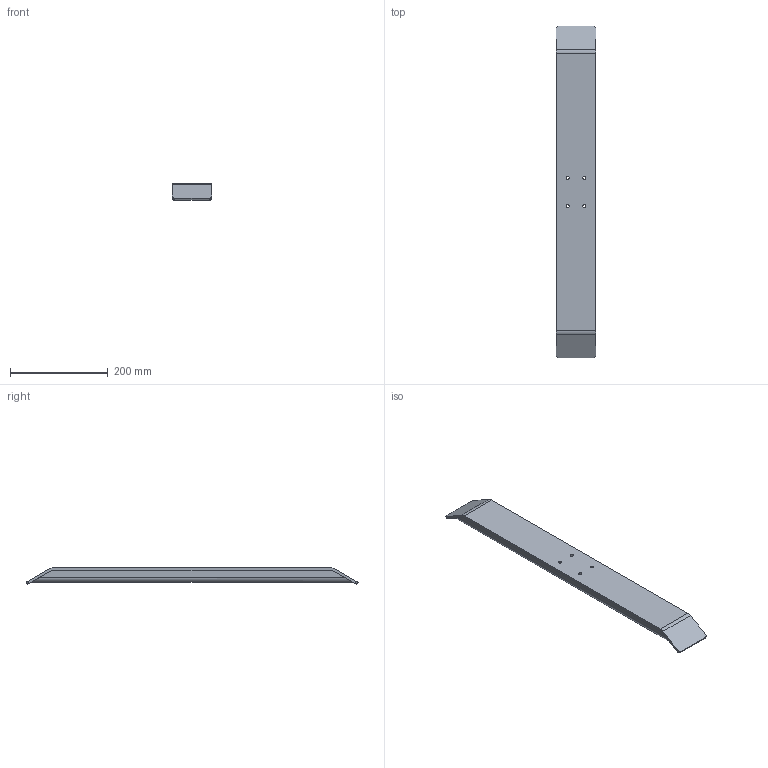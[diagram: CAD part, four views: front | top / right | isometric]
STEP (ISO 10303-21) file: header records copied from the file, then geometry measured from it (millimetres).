
FILE_DESCRIPTION((''),'2;1');
FILE_NAME('15_','2020-03-21T16:35:29',('sa'),('捷昌驱动'),'CREO PARAMETRIC BY PTC INC, 2018100','CREO PARAMETRIC BY PTC INC, 2018100','');
FILE_SCHEMA(('CONFIG_CONTROL_DESIGN'));
Length unit declared in the file: millimetre
Products named in the file (1): 15_
Bounding box: 80 x 680 x 34.33 mm (x, y, z)
Volume: 581741.5 mm3; surface area: 232779.1 mm2
Topology: 1 solids, 1 shells, 52 faces, 150 edges, 102 vertices
Faces by surface type: cylinder 28, plane 24
Entity records: 1836 total; most frequent: CARTESIAN_POINT 358, DIRECTION 300, ORIENTED_EDGE 300, EDGE_CURVE 150, AXIS2_PLACEMENT_3D 106, VERTEX_POINT 102, VECTOR 88, LINE 88
